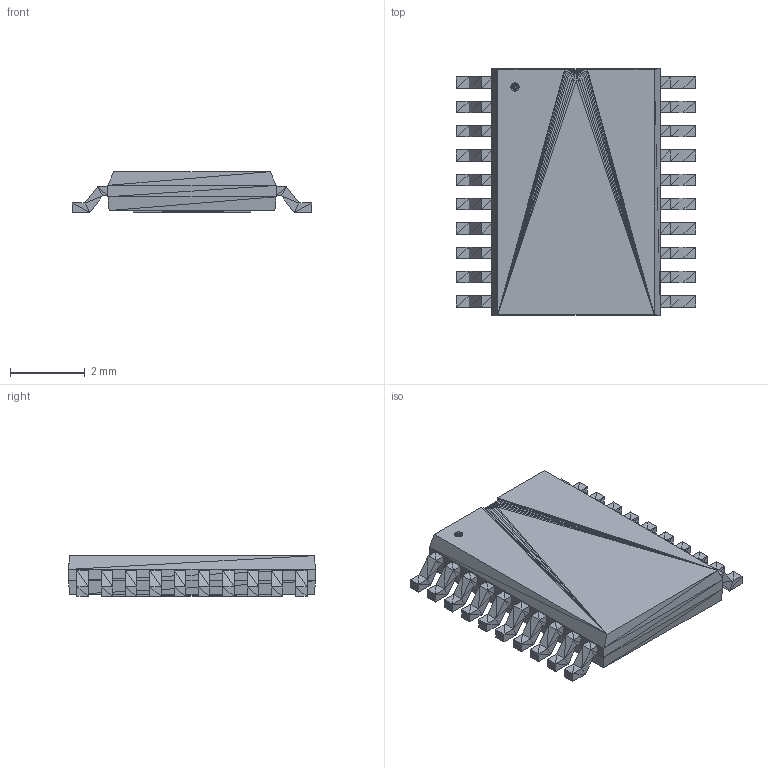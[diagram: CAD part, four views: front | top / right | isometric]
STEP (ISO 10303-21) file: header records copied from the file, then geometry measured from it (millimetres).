
FILE_DESCRIPTION(('STEP AP214'),'1');
FILE_NAME('MXA20A','2017-01-30T01:57:52',(''),(''),'','','');
FILE_SCHEMA(('AUTOMOTIVE_DESIGN'));
Length unit declared in the file: millimetre
Products named in the file (1): product
Bounding box: 6.4 x 6.6 x 1.09 mm (x, y, z)
Surface area: 137.3 mm2 (no closed solid volume)
Topology: 0 solids, 801 shells, 801 faces, 2403 edges, 2403 vertices
Faces by surface type: plane 801
Entity records: 26492 total; most frequent: CARTESIAN_POINT 5608, DIRECTION 4007, ORIENTED_EDGE 2403, EDGE_CURVE 2403, VERTEX_POINT 2403, LINE 2403, VECTOR 2403, AXIS2_PLACEMENT_3D 802
